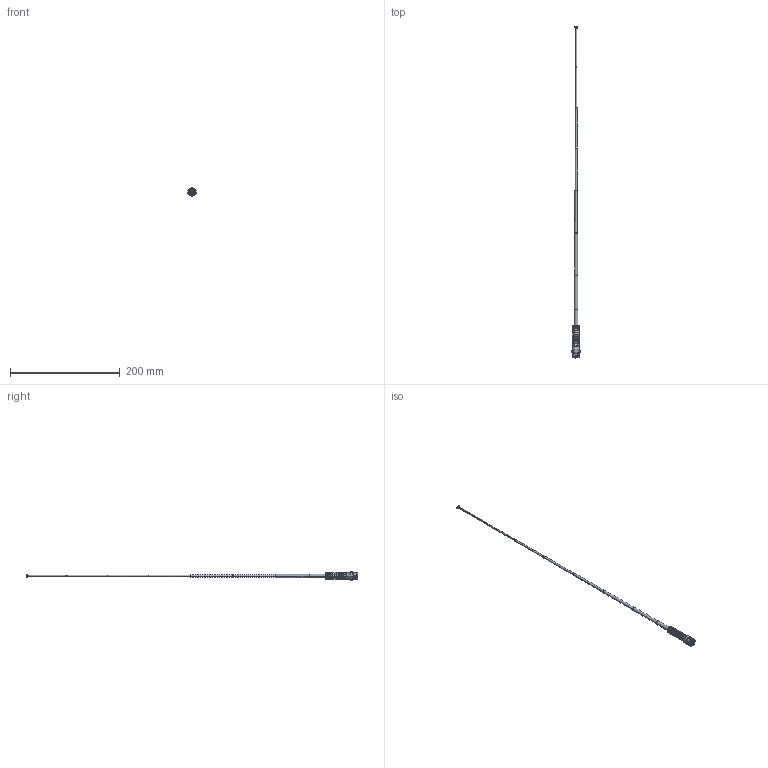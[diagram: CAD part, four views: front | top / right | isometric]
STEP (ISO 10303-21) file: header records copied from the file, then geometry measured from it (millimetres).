
FILE_DESCRIPTION (( 'STEP AP214' ), '1' );
FILE_NAME ('FMANRBD1033_3D.step', '2023-03-06T14:43:33', ( '' ), ( '' ), 'SwSTEP 2.0', 'SolidWorks 2022', '' );
FILE_SCHEMA (( 'AUTOMOTIVE_DESIGN' ));
Length unit declared in the file: inch
Products named in the file (7): 1AB05-051-MA1_with flange; 1AB05-051; LCANRBD1033; 1AB05-051-MA3; 1AB05-051-MA4; 1AB05-051-MA2; FMANRBD1033_3D
Assembly tree (6 placements, depth 3):
  FMANRBD1033_3D
    LCANRBD1033
    1AB05-051
      1AB05-051-MA1_with flange
      1AB05-051-MA3
      1AB05-051-MA2
      1AB05-051-MA4
Bounding box: 15.41 x 605.64 x 15.29 mm (x, y, z)
Volume: 15244.6 mm3; surface area: 12127.5 mm2
Topology: 5 solids, 5 shells, 500 faces, 1294 edges, 810 vertices
Faces by surface type: plane 192, cylinder 168, torus 84, cone 48, bspline 8
Entity records: 16622 total; most frequent: CARTESIAN_POINT 3138, DIRECTION 2784, ORIENTED_EDGE 2580, EDGE_CURVE 1290, AXIS2_PLACEMENT_3D 1042, VERTEX_POINT 810, VECTOR 700, LINE 700
